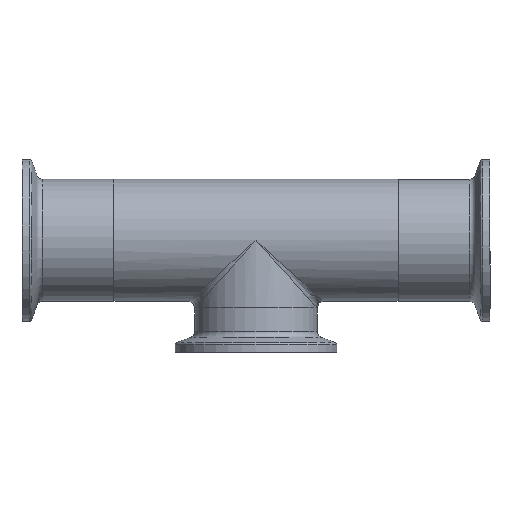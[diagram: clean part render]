
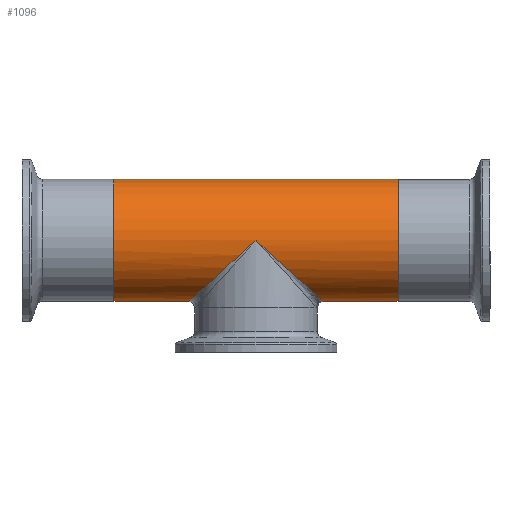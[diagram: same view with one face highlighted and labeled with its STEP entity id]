
A CAD part, top view. The second image highlights one B-rep face of the part: STEP entity #1096.
In plain terms, the highlighted cylindrical face has radius 19.05 mm (diameter 38.1 mm), a full revolution.
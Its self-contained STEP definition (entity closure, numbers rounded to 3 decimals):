
#500=CARTESIAN_POINT('',(16.,-19.05,0.));
#501=VERTEX_POINT('',#500);
#502=CARTESIAN_POINT('',(16.,0.0,0.));
#503=DIRECTION('',(1.0,0.0,0.0));
#504=DIRECTION('',(0.0,1.0,0.0));
#505=AXIS2_PLACEMENT_3D('',#502,#503,#504);
#506=CIRCLE('',#505,19.05);
#507=EDGE_CURVE('',#501,#501,#506,.T.);
#528=CARTESIAN_POINT('',(104.6,-19.05,0.));
#529=VERTEX_POINT('',#528);
#530=CARTESIAN_POINT('',(104.6,0.0,0.));
#531=DIRECTION('',(-1.0,0.0,0.0));
#532=DIRECTION('',(0.0,1.0,0.0));
#533=AXIS2_PLACEMENT_3D('',#530,#531,#532);
#534=CIRCLE('',#533,19.05);
#535=EDGE_CURVE('',#529,#529,#534,.T.);
#908=CARTESIAN_POINT('',(60.3,0.0,19.05));
#909=VERTEX_POINT('',#908);
#917=CARTESIAN_POINT('',(60.3,0.,-19.05));
#918=VERTEX_POINT('',#917);
#919=CARTESIAN_POINT('',(60.3,0.0,0.));
#920=DIRECTION('',(-0.671,0.741,0.));
#921=DIRECTION('',(0.741,0.671,0.));
#922=AXIS2_PLACEMENT_3D('',#919,#920,#921);
#923=ELLIPSE('',#922,28.39,19.05);
#924=EDGE_CURVE('',#909,#918,#923,.T.);
#996=CARTESIAN_POINT('',(60.3,0.0,0.));
#997=DIRECTION('',(0.671,0.741,0.));
#998=DIRECTION('',(-0.741,0.671,0.));
#999=AXIS2_PLACEMENT_3D('',#996,#997,#998);
#1000=ELLIPSE('',#999,28.39,19.05);
#1001=EDGE_CURVE('',#918,#909,#1000,.T.);
#1081=CARTESIAN_POINT('',(60.3,0.0,0.));
#1082=DIRECTION('',(1.0,0.,0.));
#1083=DIRECTION('',(0.0,1.0,0.0));
#1084=AXIS2_PLACEMENT_3D('',#1081,#1082,#1083);
#1085=CYLINDRICAL_SURFACE('',#1084,19.05);
#1086=ORIENTED_EDGE('',*,*,#507,.T.);
#1087=EDGE_LOOP('',(#1086));
#1088=FACE_OUTER_BOUND('',#1087,.T.);
#1089=ORIENTED_EDGE('',*,*,#535,.T.);
#1090=EDGE_LOOP('',(#1089));
#1091=FACE_BOUND('',#1090,.T.);
#1092=ORIENTED_EDGE('',*,*,#924,.F.);
#1093=ORIENTED_EDGE('',*,*,#1001,.F.);
#1094=EDGE_LOOP('',(#1092,#1093));
#1095=FACE_BOUND('',#1094,.T.);
#1096=ADVANCED_FACE('',(#1088,#1091,#1095),#1085,.T.);
